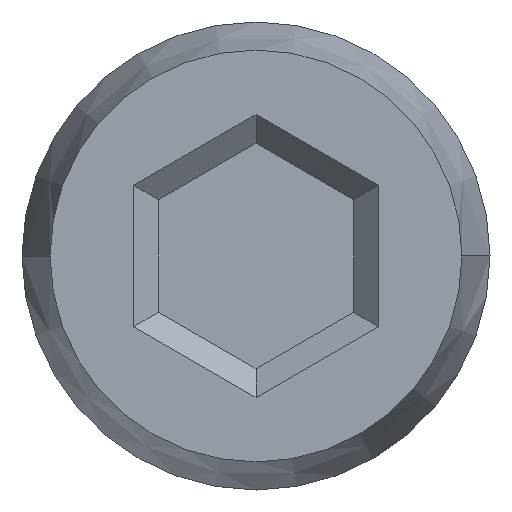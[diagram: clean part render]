
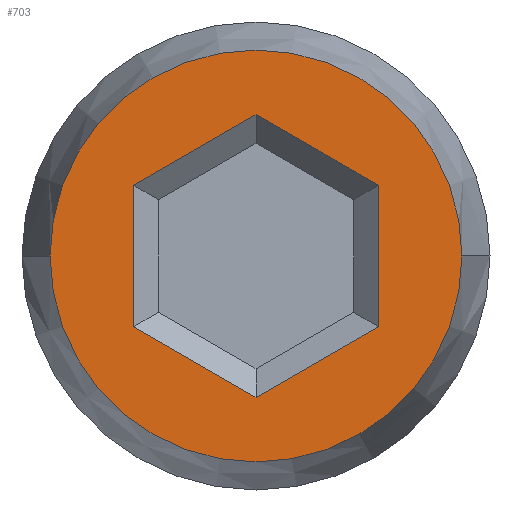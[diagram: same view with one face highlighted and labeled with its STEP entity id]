
A CAD part, left-side view. The second image highlights one B-rep face of the part: STEP entity #703.
In plain terms, the highlighted planar face has unit normal (-1, 0, 0).
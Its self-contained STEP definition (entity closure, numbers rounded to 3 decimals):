
#2 = VECTOR ( 'NONE', #350, 1000. ) ;
#19 = CARTESIAN_POINT ( 'NONE',  ( -35.595, 11.207, 3.862 ) ) ;
#23 = CIRCLE ( 'NONE', #1118, 2.095 ) ;
#26 = DIRECTION ( 'NONE',  ( 0., 0., -1. ) ) ;
#57 = LINE ( 'NONE', #87, #551 ) ;
#69 = LINE ( 'NONE', #165, #1070 ) ;
#74 = DIRECTION ( 'NONE',  ( 0., -0.866, -0.5 ) ) ;
#83 = CARTESIAN_POINT ( 'NONE',  ( -35.595, 7.865, 4.582 ) ) ;
#87 = CARTESIAN_POINT ( 'NONE',  ( -35.595, 7.992, 4.655 ) ) ;
#110 = CARTESIAN_POINT ( 'NONE',  ( -35.595, 10.358, 3.143 ) ) ;
#112 = DIRECTION ( 'NONE',  ( 0., 0., 1. ) ) ;
#121 = VECTOR ( 'NONE', #26, 1000. ) ;
#135 = CARTESIAN_POINT ( 'NONE',  ( -35.595, 7.865, 3.143 ) ) ;
#136 = DIRECTION ( 'NONE',  ( 0., -1., 0. ) ) ;
#155 = CARTESIAN_POINT ( 'NONE',  ( -35.595, 9.112, 2.423 ) ) ;
#161 = EDGE_CURVE ( 'NONE', #740, #1173, #266, .T. ) ;
#165 = CARTESIAN_POINT ( 'NONE',  ( -35.595, 10.358, 4.435 ) ) ;
#173 = EDGE_CURVE ( 'NONE', #528, #1008, #1155, .T. ) ;
#196 = DIRECTION ( 'NONE',  ( 1., 0., 0. ) ) ;
#198 = ORIENTED_EDGE ( 'NONE', *, *, #1176, .T. ) ;
#209 = DIRECTION ( 'NONE',  ( 0., 1., 0. ) ) ;
#221 = DIRECTION ( 'NONE',  ( 1., 0., 0. ) ) ;
#244 = CARTESIAN_POINT ( 'NONE',  ( -35.595, 9.112, 3.862 ) ) ;
#249 = DIRECTION ( 'NONE',  ( 0., 1., 0. ) ) ;
#266 = LINE ( 'NONE', #674, #2 ) ;
#301 = ORIENTED_EDGE ( 'NONE', *, *, #1005, .T. ) ;
#316 = ORIENTED_EDGE ( 'NONE', *, *, #687, .T. ) ;
#350 = DIRECTION ( 'NONE',  ( 0., 0.866, 0.5 ) ) ;
#369 = AXIS2_PLACEMENT_3D ( 'NONE', #719, #979, #136 ) ;
#378 = FACE_BOUND ( 'NONE', #946, .T. ) ;
#402 = CARTESIAN_POINT ( 'NONE',  ( -35.595, 10.358, 4.582 ) ) ;
#417 = ORIENTED_EDGE ( 'NONE', *, *, #926, .T. ) ;
#418 = EDGE_LOOP ( 'NONE', ( #572, #1011 ) ) ;
#443 = CARTESIAN_POINT ( 'NONE',  ( -35.595, 7.016, 3.862 ) ) ;
#476 = CARTESIAN_POINT ( 'NONE',  ( -35.595, 9.239, 5.228 ) ) ;
#484 = CARTESIAN_POINT ( 'NONE',  ( -35.595, 8.985, 2.497 ) ) ;
#507 = DIRECTION ( 'NONE',  ( 0., 0.866, -0.5 ) ) ;
#528 = VERTEX_POINT ( 'NONE', #443 ) ;
#551 = VECTOR ( 'NONE', #74, 1000. ) ;
#571 = DIRECTION ( 'NONE',  ( 0., -0.866, 0.5 ) ) ;
#572 = ORIENTED_EDGE ( 'NONE', *, *, #959, .F. ) ;
#582 = AXIS2_PLACEMENT_3D ( 'NONE', #244, #196, #249 ) ;
#638 = VECTOR ( 'NONE', #507, 1000. ) ;
#656 = VECTOR ( 'NONE', #571, 1000. ) ;
#674 = CARTESIAN_POINT ( 'NONE',  ( -35.595, 10.231, 3.069 ) ) ;
#687 = EDGE_CURVE ( 'NONE', #742, #740, #915, .T. ) ;
#703 = ADVANCED_FACE ( 'NONE', ( #378, #888 ), #729, .T. ) ;
#715 = ORIENTED_EDGE ( 'NONE', *, *, #161, .T. ) ;
#719 = CARTESIAN_POINT ( 'NONE',  ( -35.595, 9.112, 3.862 ) ) ;
#729 = PLANE ( 'NONE',  #369 ) ;
#740 = VERTEX_POINT ( 'NONE', #155 ) ;
#742 = VERTEX_POINT ( 'NONE', #135 ) ;
#783 = VERTEX_POINT ( 'NONE', #83 ) ;
#816 = EDGE_CURVE ( 'NONE', #955, #783, #57, .T. ) ;
#865 = LINE ( 'NONE', #1019, #121 ) ;
#888 = FACE_OUTER_BOUND ( 'NONE', #418, .T. ) ;
#915 = LINE ( 'NONE', #484, #638 ) ;
#926 = EDGE_CURVE ( 'NONE', #1054, #955, #1158, .T. ) ;
#946 = EDGE_LOOP ( 'NONE', ( #316, #715, #198, #417, #1016, #301 ) ) ;
#955 = VERTEX_POINT ( 'NONE', #1079 ) ;
#959 = EDGE_CURVE ( 'NONE', #1008, #528, #23, .T. ) ;
#979 = DIRECTION ( 'NONE',  ( -1., 0., 0. ) ) ;
#1005 = EDGE_CURVE ( 'NONE', #783, #742, #865, .T. ) ;
#1008 = VERTEX_POINT ( 'NONE', #19 ) ;
#1011 = ORIENTED_EDGE ( 'NONE', *, *, #173, .F. ) ;
#1016 = ORIENTED_EDGE ( 'NONE', *, *, #816, .T. ) ;
#1019 = CARTESIAN_POINT ( 'NONE',  ( -35.595, 7.865, 3.289 ) ) ;
#1054 = VERTEX_POINT ( 'NONE', #402 ) ;
#1070 = VECTOR ( 'NONE', #112, 1000. ) ;
#1079 = CARTESIAN_POINT ( 'NONE',  ( -35.595, 9.112, 5.301 ) ) ;
#1088 = CARTESIAN_POINT ( 'NONE',  ( -35.595, 9.112, 3.862 ) ) ;
#1118 = AXIS2_PLACEMENT_3D ( 'NONE', #1088, #221, #209 ) ;
#1155 = CIRCLE ( 'NONE', #582, 2.095 ) ;
#1158 = LINE ( 'NONE', #476, #656 ) ;
#1173 = VERTEX_POINT ( 'NONE', #110 ) ;
#1176 = EDGE_CURVE ( 'NONE', #1173, #1054, #69, .T. ) ;
